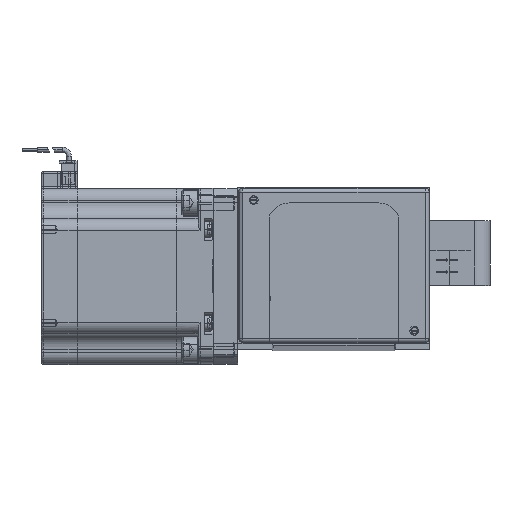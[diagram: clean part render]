
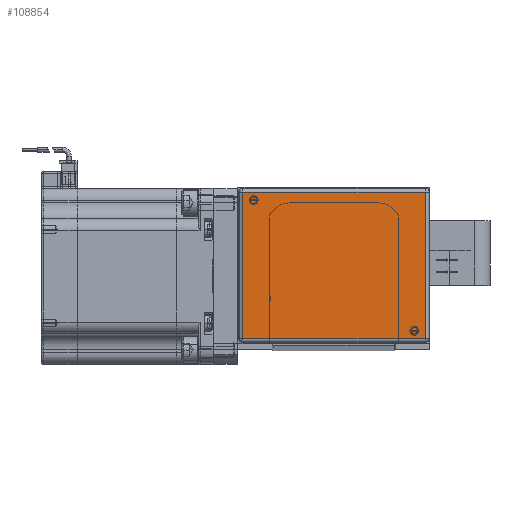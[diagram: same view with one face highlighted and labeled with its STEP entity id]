
A CAD part, top view. The second image highlights one B-rep face of the part: STEP entity #108854.
In plain terms, the highlighted planar face has unit normal (0, 0, 1).
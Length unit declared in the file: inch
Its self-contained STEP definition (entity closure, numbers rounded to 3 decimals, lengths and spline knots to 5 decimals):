
#2195 = VECTOR ( 'NONE', #162969, 39.37008 ) ;
#4809 = DIRECTION ( 'NONE',  ( 0., 1., 0. ) ) ;
#11249 = CARTESIAN_POINT ( 'NONE',  ( -1.20063, 1.29842, 1.91102 ) ) ;
#13653 = VECTOR ( 'NONE', #79927, 39.37008 ) ;
#16391 = EDGE_CURVE ( 'NONE', #88867, #92940, #81517, .T. ) ;
#24814 = CARTESIAN_POINT ( 'NONE',  ( -1.15063, -0.55008, 1.91102 ) ) ;
#39052 = VECTOR ( 'NONE', #187951, 39.37008 ) ;
#52402 = VERTEX_POINT ( 'NONE', #24814 ) ;
#55418 = VERTEX_POINT ( 'NONE', #91732 ) ;
#61208 = ORIENTED_EDGE ( 'NONE', *, *, #16391, .T. ) ;
#61561 = EDGE_CURVE ( 'NONE', #52402, #55418, #65583, .T. ) ;
#65583 = LINE ( 'NONE', #122120, #13653 ) ;
#79927 = DIRECTION ( 'NONE',  ( 1., 0., 0. ) ) ;
#81517 = LINE ( 'NONE', #11249, #39052 ) ;
#86546 = VECTOR ( 'NONE', #4809, 39.37008 ) ;
#88867 = VERTEX_POINT ( 'NONE', #116298 ) ;
#89127 = CARTESIAN_POINT ( 'NONE',  ( -1.15063, -0.60008, 1.91102 ) ) ;
#91732 = CARTESIAN_POINT ( 'NONE',  ( 1.15063, -0.55008, 1.91102 ) ) ;
#92940 = VERTEX_POINT ( 'NONE', #176532 ) ;
#94602 = CARTESIAN_POINT ( 'NONE',  ( 0., -0.61008, 1.91102 ) ) ;
#101316 = EDGE_CURVE ( 'NONE', #92940, #52402, #187315, .T. ) ;
#105190 = EDGE_CURVE ( 'NONE', #55418, #88867, #118189, .T. ) ;
#105273 = DIRECTION ( 'NONE',  ( 1., 0., 0. ) ) ;
#108854 = ADVANCED_FACE ( 'NONE', ( #138620 ), #182856, .T. ) ;
#112722 = AXIS2_PLACEMENT_3D ( 'NONE', #94602, #181909, #105273 ) ;
#116298 = CARTESIAN_POINT ( 'NONE',  ( 1.15063, 1.29842, 1.91102 ) ) ;
#118189 = LINE ( 'NONE', #120100, #86546 ) ;
#120100 = CARTESIAN_POINT ( 'NONE',  ( 1.15063, 1.34842, 1.91102 ) ) ;
#122120 = CARTESIAN_POINT ( 'NONE',  ( 1.20063, -0.55008, 1.91102 ) ) ;
#138620 = FACE_OUTER_BOUND ( 'NONE', #181110, .T. ) ;
#150862 = ORIENTED_EDGE ( 'NONE', *, *, #101316, .T. ) ;
#156694 = ORIENTED_EDGE ( 'NONE', *, *, #61561, .T. ) ;
#161339 = ORIENTED_EDGE ( 'NONE', *, *, #105190, .T. ) ;
#162969 = DIRECTION ( 'NONE',  ( 0., -1., 0. ) ) ;
#176532 = CARTESIAN_POINT ( 'NONE',  ( -1.15063, 1.29842, 1.91102 ) ) ;
#181110 = EDGE_LOOP ( 'NONE', ( #161339, #61208, #150862, #156694 ) ) ;
#181909 = DIRECTION ( 'NONE',  ( 0., 0., 1. ) ) ;
#182856 = PLANE ( 'NONE',  #112722 ) ;
#187315 = LINE ( 'NONE', #89127, #2195 ) ;
#187951 = DIRECTION ( 'NONE',  ( -1., 0., 0. ) ) ;
